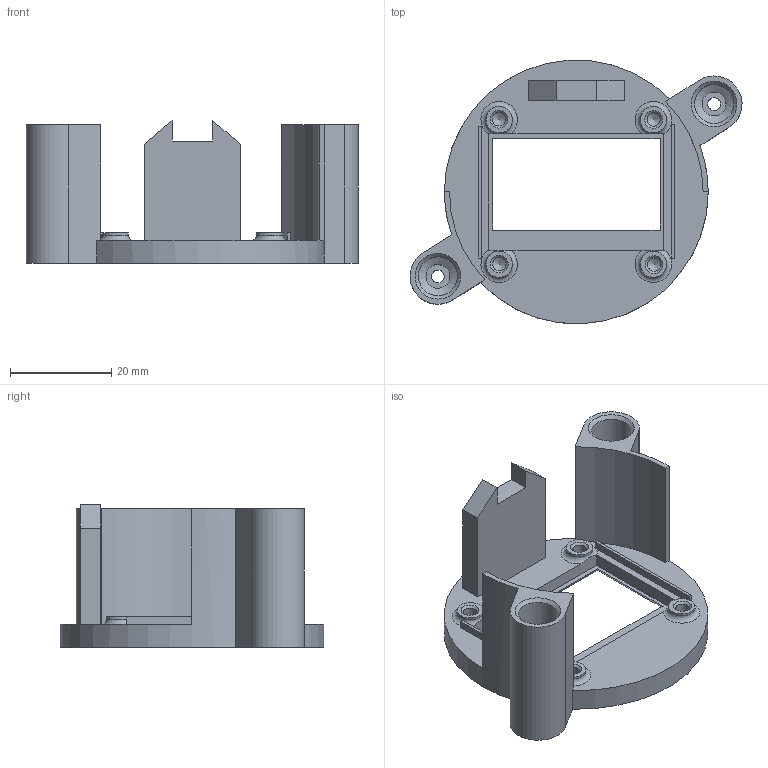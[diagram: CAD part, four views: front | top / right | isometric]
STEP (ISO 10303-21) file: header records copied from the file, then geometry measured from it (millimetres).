
FILE_DESCRIPTION(('STEP AP214'), '1');
FILE_NAME('OLED_mask', '2022-12-26T16:01:30', (''), (''), 'ASCON STEP Converter 1.3', 'ASCON Math Kernel', '');
FILE_SCHEMA(('AUTOMOTIVE_DESIGN { 1 0 10303 214 3 1 1}'));
Length unit declared in the file: millimetre
Bounding box: 65.43 x 51.94 x 28.1 mm (x, y, z)
Volume: 13581.2 mm3; surface area: 9879 mm2
Topology: 1 solids, 1 shells, 80 faces, 200 edges, 128 vertices
Faces by surface type: plane 44, cylinder 20, cone 12, torus 4
Full cylindrical faces by diameter (mm): 2.5 x2, 2.621 x4, 4.7 x2, 5.2 x4, 7.7 x2
Entity records: 3148 total; most frequent: CARTESIAN_POINT 662, DIRECTION 374, ORIENTED_EDGE 332, EDGE_CURVE 166, AXIS2_PLACEMENT_3D 137, VERTEX_POINT 124, EDGE_LOOP 122, LINE 100
